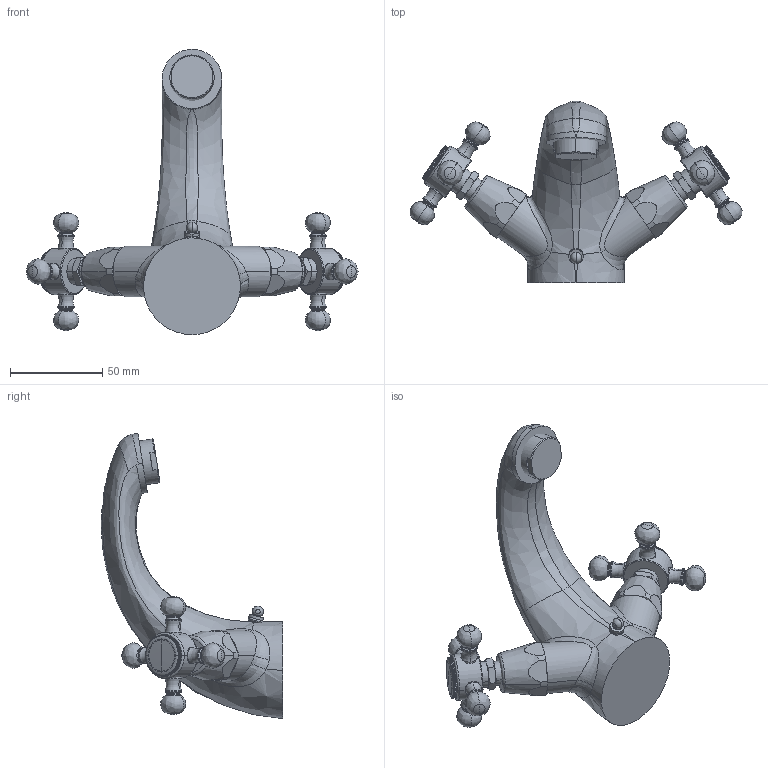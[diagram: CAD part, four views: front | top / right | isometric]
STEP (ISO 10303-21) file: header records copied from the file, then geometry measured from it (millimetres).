
FILE_DESCRIPTION((''),'2;1');
FILE_NAME('VLV071CR','2021-11-11T08:41:58',('ut3'),('PAFFONI SpA'),'CREO PARAMETRIC BY PTC INC, 2020044','CREO PARAMETRIC BY PTC INC, 2020044','');
FILE_SCHEMA(('CONFIG_CONTROL_DESIGN','SHAPE_APPEARANCE_LAYERS_GROUPS'));
Length unit declared in the file: millimetre
Products named in the file (1): VLV071CR
Bounding box: 180.12 x 98.38 x 154.8 mm (x, y, z)
Surface area: 45941 mm2 (no closed solid volume)
Topology: 0 solids, 37 shells, 913 faces, 2532 edges, 1628 vertices
Faces by surface type: plane 445, cylinder 284, torus 86, bspline 46, cone 30, sphere 22
Entity records: 40968 total; most frequent: CARTESIAN_POINT 11474, DIRECTION 4521, ORIENTED_EDGE 4308, EDGE_CURVE 2508, AXIS2_PLACEMENT_3D 1698, VERTEX_POINT 1628, FILL_AREA_STYLE_COLOUR 1133, FILL_AREA_STYLE 1133
